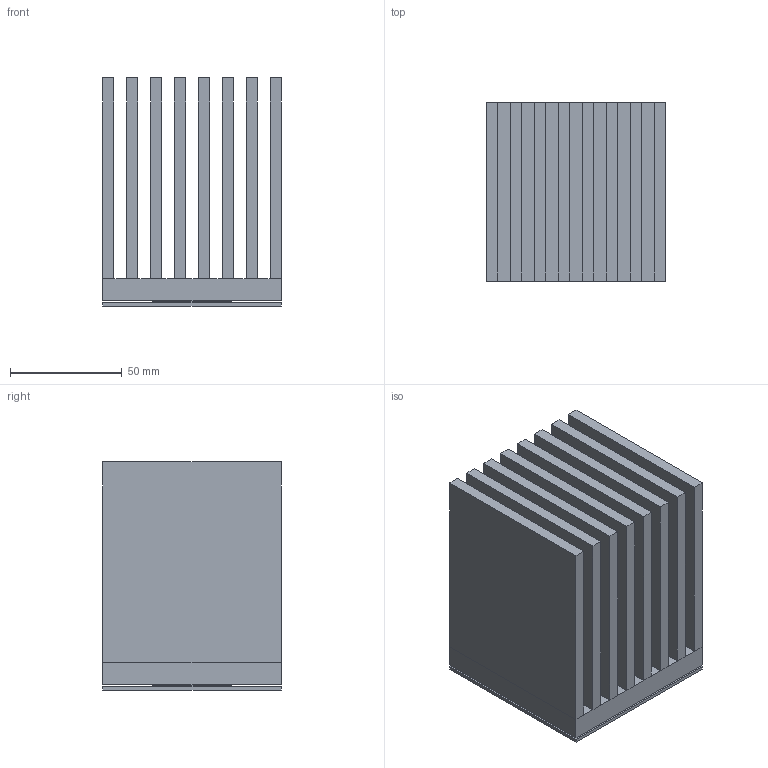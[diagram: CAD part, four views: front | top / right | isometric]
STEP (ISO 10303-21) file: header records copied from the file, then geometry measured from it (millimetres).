
FILE_DESCRIPTION(('FreeCAD Model'),'2;1');
FILE_NAME('Open CASCADE Shape Model','2024-11-03T16:23:54',(''),(''), 'Open CASCADE STEP processor 7.6','FreeCAD','Unknown');
FILE_SCHEMA(('AUTOMOTIVE_DESIGN { 1 0 10303 214 1 1 1 1 }'));
Length unit declared in the file: millimetre
Products named in the file (3): Unnamed1; Х11_001; Base_001
Assembly tree (2 placements, depth 2):
  Unnamed1
    Х11_001
    Base_001
Bounding box: 80 x 80 x 102.3 mm (x, y, z)
Volume: 362580 mm3; surface area: 156692 mm2
Topology: 4 solids, 4 shells, 70 faces, 154 edges, 92 vertices
Faces by surface type: plane 70
Entity records: 1904 total; most frequent: CARTESIAN_POINT 319, ORIENTED_EDGE 308, DIRECTION 300, EDGE_CURVE 154, LINE 154, VECTOR 154, VERTEX_POINT 92, AXIS2_PLACEMENT_3D 73
